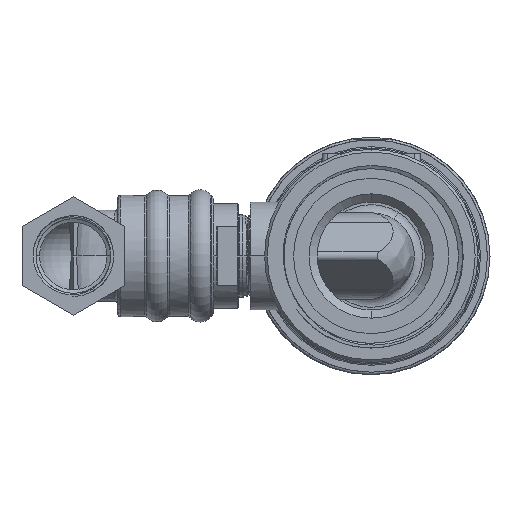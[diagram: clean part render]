
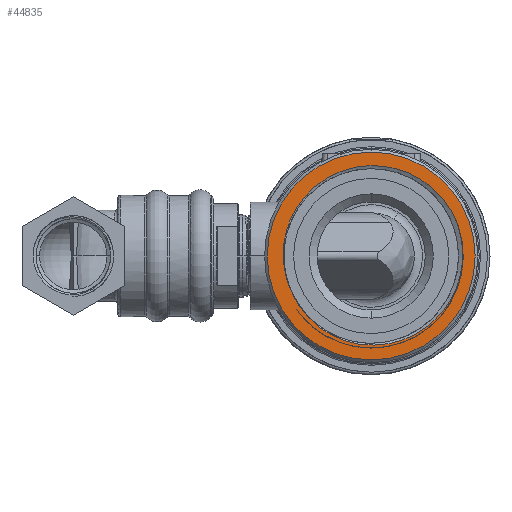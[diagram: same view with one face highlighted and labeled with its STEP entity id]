
A CAD part, left-side view. The second image highlights one B-rep face of the part: STEP entity #44835.
In plain terms, the highlighted planar face has unit normal (-1, 0, 0).
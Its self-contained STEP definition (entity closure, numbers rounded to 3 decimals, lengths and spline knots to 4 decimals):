
#42329=CARTESIAN_POINT('',(-1.283,0.,0.));
#42330=DIRECTION('',(-1.,0.,0.));
#42331=DIRECTION('',(0.,-0.942,0.337));
#42332=AXIS2_PLACEMENT_3D('',#42329,#42330,#42331);
#43020=CARTESIAN_POINT('',(-1.283,-1.8639,1.0309));
#43021=CARTESIAN_POINT('',(-1.283,-1.8209,1.1058));
#43022=CARTESIAN_POINT('',(-1.283,-1.7265,1.2489));
#43023=CARTESIAN_POINT('',(-1.283,-1.5601,1.4453));
#43024=CARTESIAN_POINT('',(-1.283,-1.3707,1.6204));
#43025=CARTESIAN_POINT('',(-1.283,-1.1612,1.7715));
#43026=CARTESIAN_POINT('',(-1.283,-0.9342,1.8961));
#43027=CARTESIAN_POINT('',(-1.283,-0.699,1.9902));
#43028=CARTESIAN_POINT('',(-1.283,-0.4515,2.0564));
#43029=CARTESIAN_POINT('',(-1.283,-0.1914,2.0925));
#43030=CARTESIAN_POINT('',(-1.283,0.0805,2.0958));
#43031=CARTESIAN_POINT('',(-1.283,0.3694,2.0605));
#43032=CARTESIAN_POINT('',(-1.283,0.6636,1.9803));
#43033=CARTESIAN_POINT('',(-1.283,0.9449,1.8567));
#43034=CARTESIAN_POINT('',(-1.283,1.2053,1.6929));
#43035=CARTESIAN_POINT('',(-1.283,1.4363,1.4942));
#43036=CARTESIAN_POINT('',(-1.283,1.6263,1.2754));
#43037=CARTESIAN_POINT('',(-1.283,1.7735,1.0507));
#43038=CARTESIAN_POINT('',(-1.283,1.8856,0.821));
#43039=CARTESIAN_POINT('',(-1.283,1.9659,0.5883));
#43040=CARTESIAN_POINT('',(-1.283,2.0172,0.353));
#43041=CARTESIAN_POINT('',(-1.283,2.0407,0.1107));
#43042=CARTESIAN_POINT('',(-1.283,2.0352,-0.133));
#43043=CARTESIAN_POINT('',(-1.283,2.0006,-0.3741));
#43044=CARTESIAN_POINT('',(-1.283,1.9376,-0.6089));
#43045=CARTESIAN_POINT('',(-1.283,1.8774,-0.7591));
#43046=CARTESIAN_POINT('',(-1.283,1.8426,-0.8326));
#43155=CARTESIAN_POINT('',(-1.283,0.,0.));
#43156=DIRECTION('',(-1.,0.,0.));
#43157=DIRECTION('',(0.,0.,-1.));
#43158=AXIS2_PLACEMENT_3D('',#43155,#43156,#43157);
#43165=CARTESIAN_POINT('',(-1.283,0.,0.));
#43166=DIRECTION('',(1.,0.,0.));
#43167=DIRECTION('',(0.,0.,-1.));
#43168=AXIS2_PLACEMENT_3D('',#43165,#43166,#43167);
#43327=CARTESIAN_POINT('',(-1.283,1.8426,-0.8326));
#43328=CARTESIAN_POINT('',(-1.283,1.8087,-0.9113));
#43329=CARTESIAN_POINT('',(-1.283,1.7324,-1.0608));
#43330=CARTESIAN_POINT('',(-1.283,1.5969,-1.262));
#43331=CARTESIAN_POINT('',(-1.283,1.4394,-1.4451));
#43332=CARTESIAN_POINT('',(-1.283,1.2587,-1.6104));
#43333=CARTESIAN_POINT('',(-1.283,1.0583,-1.7536));
#43334=CARTESIAN_POINT('',(-1.283,0.8428,-1.8713));
#43335=CARTESIAN_POINT('',(-1.283,0.6199,-1.9606));
#43336=CARTESIAN_POINT('',(-1.283,0.3891,-2.0234));
#43337=CARTESIAN_POINT('',(-1.283,0.1462,-2.0598));
#43338=CARTESIAN_POINT('',(-1.283,-0.1109,-2.0671));
#43339=CARTESIAN_POINT('',(-1.283,-0.3864,-2.0394));
#43340=CARTESIAN_POINT('',(-1.283,-0.6721,-1.9696));
#43341=CARTESIAN_POINT('',(-1.283,-0.9437,-1.8598));
#43342=CARTESIAN_POINT('',(-1.283,-1.1834,-1.7219));
#43343=CARTESIAN_POINT('',(-1.283,-1.389,-1.5658));
#43344=CARTESIAN_POINT('',(-1.283,-1.5682,-1.3923));
#43345=CARTESIAN_POINT('',(-1.283,-1.7233,-1.2022));
#43346=CARTESIAN_POINT('',(-1.283,-1.8567,-0.993));
#43347=CARTESIAN_POINT('',(-1.283,-1.9671,-0.7632));
#43348=CARTESIAN_POINT('',(-1.283,-2.0481,-0.5237));
#43349=CARTESIAN_POINT('',(-1.283,-2.1001,-0.2769));
#43350=CARTESIAN_POINT('',(-1.283,-2.1223,-0.0262));
#43351=CARTESIAN_POINT('',(-1.283,-2.1146,0.2264));
#43352=CARTESIAN_POINT('',(-1.283,-2.0769,0.4761));
#43353=CARTESIAN_POINT('',(-1.283,-2.0326,0.6377));
#43354=CARTESIAN_POINT('',(-1.283,-2.0055,0.7176));
#43434=CARTESIAN_POINT('',(-1.283,-2.0055,0.7176));
#43435=CARTESIAN_POINT('',(-1.283,-1.8639,1.0309));
#43436=VERTEX_POINT('',#43434);
#43437=VERTEX_POINT('',#43435);
#43439=VERTEX_POINT('',#43327);
#43440=CARTESIAN_POINT('',(-1.283,0.,-2.406));
#43441=CARTESIAN_POINT('',(-1.283,0.,2.406));
#43442=VERTEX_POINT('',#43440);
#43443=VERTEX_POINT('',#43441);
#44818=CARTESIAN_POINT('',(-1.283,0.,0.));
#44819=DIRECTION('',(1.,0.,0.));
#44820=DIRECTION('',(0.,0.,1.));
#44821=AXIS2_PLACEMENT_3D('',#44818,#44819,#44820);
#44822=PLANE('',#44821);
#44824=ORIENTED_EDGE('',*,*,#44823,.F.);
#44826=ORIENTED_EDGE('',*,*,#44825,.T.);
#44827=EDGE_LOOP('',(#44824,#44826));
#44828=FACE_OUTER_BOUND('',#44827,.F.);
#44829=ORIENTED_EDGE('',*,*,#43533,.T.);
#44830=ORIENTED_EDGE('',*,*,#44807,.T.);
#44832=ORIENTED_EDGE('',*,*,#44831,.T.);
#44833=EDGE_LOOP('',(#44829,#44830,#44832));
#44834=FACE_BOUND('',#44833,.F.);
#44835=ADVANCED_FACE('',(#44828,#44834),#44822,.F.);
#42333=CIRCLE('',#42332,2.13);
#43047=B_SPLINE_CURVE_WITH_KNOTS('',3,(#43020,#43021,#43022,#43023,#43024,
#43025,#43026,#43027,#43028,#43029,#43030,#43031,#43032,#43033,#43034,#43035,
#43036,#43037,#43038,#43039,#43040,#43041,#43042,#43043,#43044,#43045,#43046),
.UNSPECIFIED.,.F.,.F.,(4,1,1,1,1,1,1,1,1,1,1,1,1,1,1,1,1,1,1,1,1,1,1,1,4),(0.,
0.0417,0.0833,0.125,0.1667,0.2083,
0.25,0.2917,0.3333,0.375,0.4167,
0.4583,0.5,0.5417,0.5833,0.625,
0.6667,0.7083,0.75,0.7917,0.8333,
0.875,0.9167,0.9583,1.),.UNSPECIFIED.);
#43159=CIRCLE('',#43158,2.406);
#43169=CIRCLE('',#43168,2.406);
#43355=B_SPLINE_CURVE_WITH_KNOTS('',3,(#43327,#43328,#43329,#43330,#43331,
#43332,#43333,#43334,#43335,#43336,#43337,#43338,#43339,#43340,#43341,#43342,
#43343,#43344,#43345,#43346,#43347,#43348,#43349,#43350,#43351,#43352,#43353,
#43354),.UNSPECIFIED.,.F.,.F.,(4,1,1,1,1,1,1,1,1,1,1,1,1,1,1,1,1,1,1,1,1,1,1,1,
1,4),(0.,0.04,0.08,0.12,0.16,0.2,0.24,0.28,0.32,0.36,0.4,
0.44,0.48,0.52,0.56,0.6,0.64,0.68,0.72,0.76,0.8,0.84,
0.88,0.92,0.96,1.),.UNSPECIFIED.);
#43533=EDGE_CURVE('',#43436,#43437,#42333,.T.);
#44807=EDGE_CURVE('',#43437,#43439,#43047,.T.);
#44823=EDGE_CURVE('',#43442,#43443,#43159,.T.);
#44825=EDGE_CURVE('',#43442,#43443,#43169,.T.);
#44831=EDGE_CURVE('',#43439,#43436,#43355,.T.);
